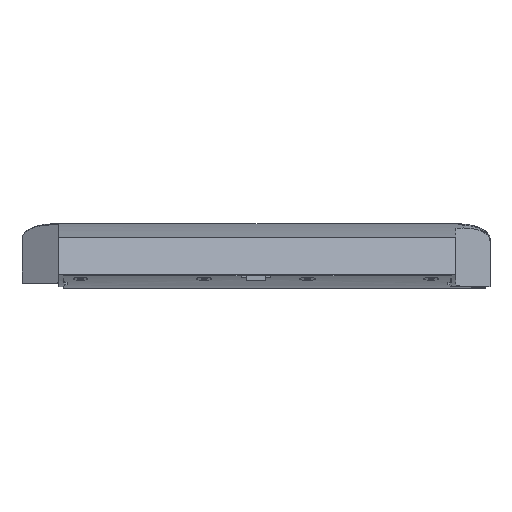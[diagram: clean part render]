
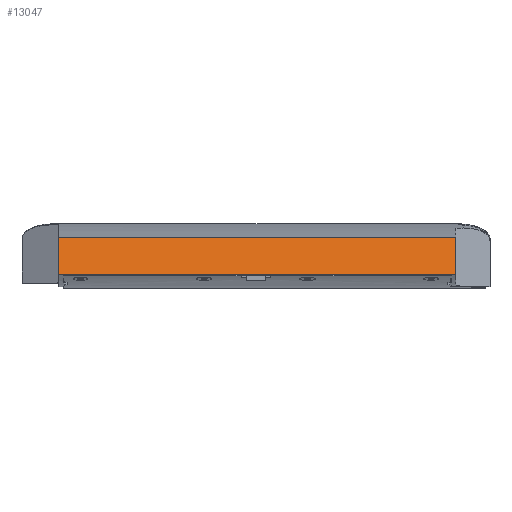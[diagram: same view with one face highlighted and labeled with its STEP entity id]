
A CAD part, top view. The second image highlights one B-rep face of the part: STEP entity #13047.
In plain terms, the highlighted planar face has unit normal (0, 0.22, 0.976).
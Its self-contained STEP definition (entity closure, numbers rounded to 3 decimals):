
#700 = PLANE ( 'NONE',  #10623 ) ;
#1874 = EDGE_CURVE ( 'NONE', #16414, #14772, #6453, .T. ) ;
#2557 = DIRECTION ( 'NONE',  ( -1., 0., 0. ) ) ;
#3002 = LINE ( 'NONE', #12559, #6886 ) ;
#3119 = CARTESIAN_POINT ( 'NONE',  ( 107.706, 0., 95.5 ) ) ;
#4018 = EDGE_CURVE ( 'NONE', #8295, #16414, #3002, .T. ) ;
#4428 = DIRECTION ( 'NONE',  ( -1., 0., 0. ) ) ;
#4922 = VECTOR ( 'NONE', #12595, 1000. ) ;
#5211 = DIRECTION ( 'NONE',  ( 0., -0.976, 0.22 ) ) ;
#6136 = CARTESIAN_POINT ( 'NONE',  ( 126.206, 0., 95.5 ) ) ;
#6453 = LINE ( 'NONE', #14545, #14887 ) ;
#6485 = FACE_OUTER_BOUND ( 'NONE', #6919, .T. ) ;
#6552 = CARTESIAN_POINT ( 'NONE',  ( 126.206, 0., 95.5 ) ) ;
#6886 = VECTOR ( 'NONE', #4428, 1000. ) ;
#6919 = EDGE_LOOP ( 'NONE', ( #14265, #15723, #10321, #11724 ) ) ;
#7306 = CARTESIAN_POINT ( 'NONE',  ( 107.706, 0., 95.5 ) ) ;
#7477 = CARTESIAN_POINT ( 'NONE',  ( 107.706, 20., 91. ) ) ;
#8295 = VERTEX_POINT ( 'NONE', #7477 ) ;
#8474 = LINE ( 'NONE', #7306, #4922 ) ;
#9456 = EDGE_CURVE ( 'NONE', #11917, #8295, #8474, .T. ) ;
#10321 = ORIENTED_EDGE ( 'NONE', *, *, #4018, .T. ) ;
#10623 = AXIS2_PLACEMENT_3D ( 'NONE', #6136, #11604, #12307 ) ;
#11604 = DIRECTION ( 'NONE',  ( 0., -0.22, -0.976 ) ) ;
#11724 = ORIENTED_EDGE ( 'NONE', *, *, #1874, .T. ) ;
#11917 = VERTEX_POINT ( 'NONE', #3119 ) ;
#11942 = LINE ( 'NONE', #6552, #16901 ) ;
#12307 = DIRECTION ( 'NONE',  ( 0., 0.976, -0.22 ) ) ;
#12559 = CARTESIAN_POINT ( 'NONE',  ( 126.206, 20., 91. ) ) ;
#12595 = DIRECTION ( 'NONE',  ( 0., 0.976, -0.22 ) ) ;
#13047 = ADVANCED_FACE ( 'NONE', ( #6485 ), #700, .F. ) ;
#13323 = EDGE_CURVE ( 'NONE', #11917, #14772, #11942, .T. ) ;
#14160 = CARTESIAN_POINT ( 'NONE',  ( -106.506, 0., 95.5 ) ) ;
#14265 = ORIENTED_EDGE ( 'NONE', *, *, #13323, .F. ) ;
#14545 = CARTESIAN_POINT ( 'NONE',  ( -106.506, 0., 95.5 ) ) ;
#14772 = VERTEX_POINT ( 'NONE', #14160 ) ;
#14887 = VECTOR ( 'NONE', #5211, 1000. ) ;
#15723 = ORIENTED_EDGE ( 'NONE', *, *, #9456, .T. ) ;
#16281 = CARTESIAN_POINT ( 'NONE',  ( -106.506, 20., 91. ) ) ;
#16414 = VERTEX_POINT ( 'NONE', #16281 ) ;
#16901 = VECTOR ( 'NONE', #2557, 1000. ) ;
